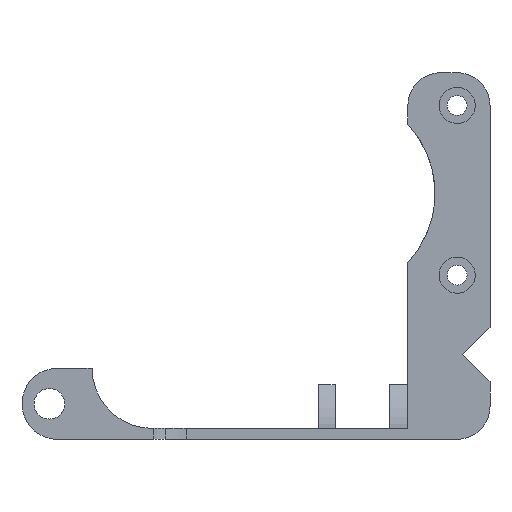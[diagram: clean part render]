
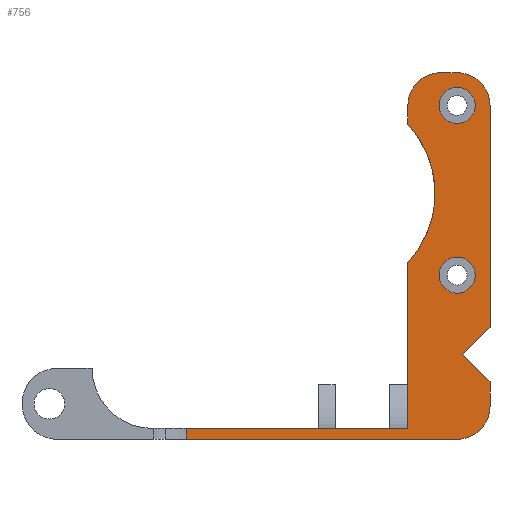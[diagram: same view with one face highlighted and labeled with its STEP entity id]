
A CAD part, left-side view. The second image highlights one B-rep face of the part: STEP entity #756.
In plain terms, the highlighted planar face has unit normal (-1, 0, 0).
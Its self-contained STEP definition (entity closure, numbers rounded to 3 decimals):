
#137=CARTESIAN_POINT('',(-8.0,55.5,0.));
#138=VERTEX_POINT('',#137);
#146=CARTESIAN_POINT('',(-8.0,55.5,2.));
#147=VERTEX_POINT('',#146);
#148=CARTESIAN_POINT('',(-8.0,55.5,2.));
#149=DIRECTION('',(0.0,0.0,-1.0));
#150=VECTOR('',#149,2.);
#151=LINE('',#148,#150);
#152=EDGE_CURVE('',#147,#138,#151,.T.);
#348=CARTESIAN_POINT('',(-8.0,6.,0.0));
#349=VERTEX_POINT('',#348);
#356=CARTESIAN_POINT('',(-8.0,6.,0.0));
#357=DIRECTION('',(0.0,1.0,0.0));
#358=VECTOR('',#357,49.5);
#359=LINE('',#356,#358);
#360=EDGE_CURVE('',#349,#138,#359,.T.);
#451=CARTESIAN_POINT('',(-8.0,15.,2.));
#452=VERTEX_POINT('',#451);
#453=CARTESIAN_POINT('',(-8.0,55.5,2.));
#454=DIRECTION('',(0.0,-1.0,0.0));
#455=VECTOR('',#454,40.5);
#456=LINE('',#453,#455);
#457=EDGE_CURVE('',#147,#452,#456,.T.);
#634=CARTESIAN_POINT('',(-8.0,30.14,18.764));
#635=DIRECTION('',(1.0,0.0,0.0));
#636=DIRECTION('',(0.0,0.0,-1.0));
#637=AXIS2_PLACEMENT_3D('',#634,#635,#636);
#638=PLANE('',#637);
#639=ORIENTED_EDGE('',*,*,#152,.T.);
#640=ORIENTED_EDGE('',*,*,#360,.F.);
#641=CARTESIAN_POINT('',(-8.0,0.,6.0));
#642=VERTEX_POINT('',#641);
#643=CARTESIAN_POINT('',(-8.0,6.,6.));
#644=DIRECTION('',(1.0,0.0,0.0));
#645=DIRECTION('',(0.0,1.0,0.0));
#646=AXIS2_PLACEMENT_3D('',#643,#644,#645);
#647=CIRCLE('',#646,6.);
#648=EDGE_CURVE('',#642,#349,#647,.T.);
#649=ORIENTED_EDGE('',*,*,#648,.F.);
#650=CARTESIAN_POINT('',(-8.0,0.0,10.55));
#651=VERTEX_POINT('',#650);
#652=CARTESIAN_POINT('',(-8.0,0.0,10.55));
#653=DIRECTION('',(0.0,0.0,-1.0));
#654=VECTOR('',#653,4.55);
#655=LINE('',#652,#654);
#656=EDGE_CURVE('',#651,#642,#655,.T.);
#657=ORIENTED_EDGE('',*,*,#656,.F.);
#658=CARTESIAN_POINT('',(-8.0,4.95,15.5));
#659=VERTEX_POINT('',#658);
#660=CARTESIAN_POINT('',(-8.0,4.95,15.5));
#661=DIRECTION('',(0.0,-0.707,-0.707));
#662=VECTOR('',#661,7.);
#663=LINE('',#660,#662);
#664=EDGE_CURVE('',#659,#651,#663,.T.);
#665=ORIENTED_EDGE('',*,*,#664,.F.);
#666=CARTESIAN_POINT('',(-8.0,0.,20.45));
#667=VERTEX_POINT('',#666);
#668=CARTESIAN_POINT('',(-8.0,0.,20.45));
#669=DIRECTION('',(0.0,0.707,-0.707));
#670=VECTOR('',#669,7.);
#671=LINE('',#668,#670);
#672=EDGE_CURVE('',#667,#659,#671,.T.);
#673=ORIENTED_EDGE('',*,*,#672,.F.);
#674=CARTESIAN_POINT('',(-8.0,0.,61.0));
#675=VERTEX_POINT('',#674);
#676=CARTESIAN_POINT('',(-8.0,0.,61.0));
#677=DIRECTION('',(0.0,0.0,-1.0));
#678=VECTOR('',#677,40.55);
#679=LINE('',#676,#678);
#680=EDGE_CURVE('',#675,#667,#679,.T.);
#681=ORIENTED_EDGE('',*,*,#680,.F.);
#682=CARTESIAN_POINT('',(-8.0,6.,67.0));
#683=VERTEX_POINT('',#682);
#684=CARTESIAN_POINT('',(-8.0,6.,61.0));
#685=DIRECTION('',(1.,0.0,0.0));
#686=DIRECTION('',(0.0,-0.707,0.707));
#687=AXIS2_PLACEMENT_3D('',#684,#685,#686);
#688=CIRCLE('',#687,6.);
#689=EDGE_CURVE('',#683,#675,#688,.T.);
#690=ORIENTED_EDGE('',*,*,#689,.F.);
#691=CARTESIAN_POINT('',(-8.0,9.,67.0));
#692=VERTEX_POINT('',#691);
#693=CARTESIAN_POINT('',(-8.0,9.,67.0));
#694=DIRECTION('',(0.0,-1.0,0.0));
#695=VECTOR('',#694,3.);
#696=LINE('',#693,#695);
#697=EDGE_CURVE('',#692,#683,#696,.T.);
#698=ORIENTED_EDGE('',*,*,#697,.F.);
#699=CARTESIAN_POINT('',(-8.0,15.,61.0));
#700=VERTEX_POINT('',#699);
#701=CARTESIAN_POINT('',(-8.0,9.,61.0));
#702=DIRECTION('',(1.,0.0,0.0));
#703=DIRECTION('',(0.0,0.707,0.707));
#704=AXIS2_PLACEMENT_3D('',#701,#702,#703);
#705=CIRCLE('',#704,6.);
#706=EDGE_CURVE('',#700,#692,#705,.T.);
#707=ORIENTED_EDGE('',*,*,#706,.F.);
#708=CARTESIAN_POINT('',(-8.0,15.,57.56));
#709=VERTEX_POINT('',#708);
#710=CARTESIAN_POINT('',(-8.0,15.,57.56));
#711=DIRECTION('',(0.0,0.0,1.0));
#712=VECTOR('',#711,3.44);
#713=LINE('',#710,#712);
#714=EDGE_CURVE('',#709,#700,#713,.T.);
#715=ORIENTED_EDGE('',*,*,#714,.F.);
#716=CARTESIAN_POINT('',(-8.0,15.,32.32));
#717=VERTEX_POINT('',#716);
#718=CARTESIAN_POINT('',(-8.0,28.527,44.94));
#719=DIRECTION('',(-1.,0.0,0.0));
#720=DIRECTION('',(0.0,-0.731,0.682));
#721=AXIS2_PLACEMENT_3D('',#718,#719,#720);
#722=CIRCLE('',#721,18.5);
#723=EDGE_CURVE('',#717,#709,#722,.T.);
#724=ORIENTED_EDGE('',*,*,#723,.F.);
#725=CARTESIAN_POINT('',(-8.0,15.,2.));
#726=DIRECTION('',(0.0,0.0,1.0));
#727=VECTOR('',#726,30.32);
#728=LINE('',#725,#727);
#729=EDGE_CURVE('',#452,#717,#728,.T.);
#730=ORIENTED_EDGE('',*,*,#729,.F.);
#731=ORIENTED_EDGE('',*,*,#457,.F.);
#732=EDGE_LOOP('',(#639,#640,#649,#657,#665,#673,#681,#690,#698,#707,#715,#724,#730,#731));
#733=FACE_OUTER_BOUND('',#732,.T.);
#734=CARTESIAN_POINT('',(-8.0,6.,33.3));
#735=VERTEX_POINT('',#734);
#736=CARTESIAN_POINT('',(-8.0,6.,30.0));
#737=DIRECTION('',(1.0,0.0,0.0));
#738=DIRECTION('',(0.0,0.0,1.0));
#739=AXIS2_PLACEMENT_3D('',#736,#737,#738);
#740=CIRCLE('',#739,3.3);
#741=EDGE_CURVE('',#735,#735,#740,.T.);
#742=ORIENTED_EDGE('',*,*,#741,.T.);
#743=EDGE_LOOP('',(#742));
#744=FACE_BOUND('',#743,.T.);
#745=CARTESIAN_POINT('',(-8.0,6.,64.3));
#746=VERTEX_POINT('',#745);
#747=CARTESIAN_POINT('',(-8.0,6.,61.0));
#748=DIRECTION('',(1.0,0.0,0.0));
#749=DIRECTION('',(0.0,0.0,1.0));
#750=AXIS2_PLACEMENT_3D('',#747,#748,#749);
#751=CIRCLE('',#750,3.3);
#752=EDGE_CURVE('',#746,#746,#751,.T.);
#753=ORIENTED_EDGE('',*,*,#752,.T.);
#754=EDGE_LOOP('',(#753));
#755=FACE_BOUND('',#754,.T.);
#756=ADVANCED_FACE('',(#733,#744,#755),#638,.F.);
